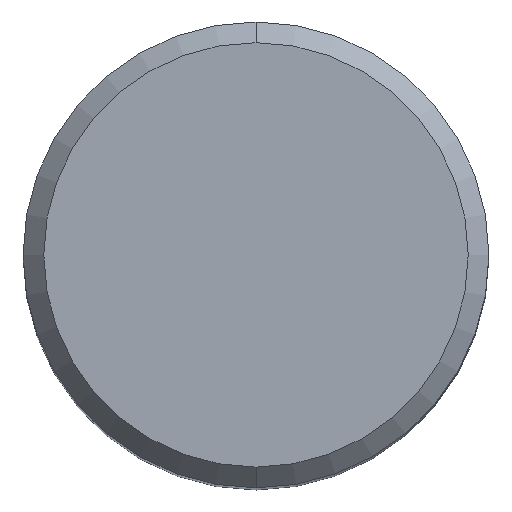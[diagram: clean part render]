
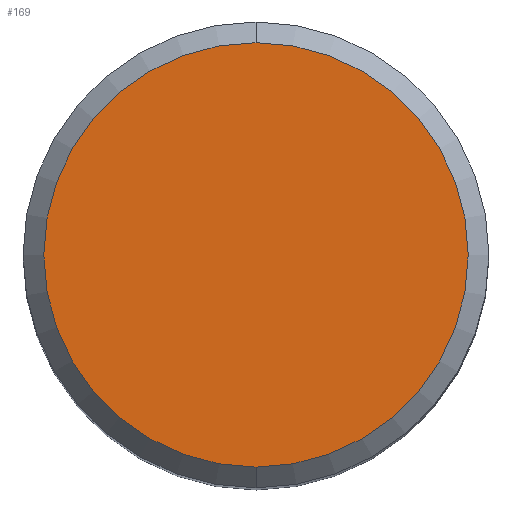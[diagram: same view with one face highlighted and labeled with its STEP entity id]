
A CAD part, top view. The second image highlights one B-rep face of the part: STEP entity #169.
In plain terms, the highlighted planar face has unit normal (0, 0, 1).
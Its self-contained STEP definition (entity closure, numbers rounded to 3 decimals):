
#109=VERTEX_POINT('',#246);
#131=EDGE_CURVE('',#109,#165,#270,.T.);
#155=EDGE_CURVE('',#165,#109,#298,.T.);
#165=VERTEX_POINT('',#308);
#169=ADVANCED_FACE('',(#312),#313,.T.);
#246=CARTESIAN_POINT('',(0.,-8.2,0.0));
#270=CIRCLE('',#428,8.2);
#298=CIRCLE('',#464,8.2);
#308=CARTESIAN_POINT('',(0.0,8.2,0.0));
#312=FACE_OUTER_BOUND('',#482,.T.);
#313=PLANE('',#483);
#428=AXIS2_PLACEMENT_3D('',#588,#589,#590);
#464=AXIS2_PLACEMENT_3D('',#633,#634,#635);
#482=EDGE_LOOP('',(#639,#640));
#483=AXIS2_PLACEMENT_3D('',#641,#642,#643);
#588=CARTESIAN_POINT('',(0.0,0.0,0.0));
#589=DIRECTION('',(0.0,0.0,-1.0));
#590=DIRECTION('',(0.0,1.0,0.0));
#633=CARTESIAN_POINT('',(0.0,0.0,0.0));
#634=DIRECTION('',(0.0,0.0,-1.0));
#635=DIRECTION('',(0.0,1.0,0.0));
#639=ORIENTED_EDGE('',*,*,#155,.F.);
#640=ORIENTED_EDGE('',*,*,#131,.F.);
#641=CARTESIAN_POINT('',(0.0,4.1,0.0));
#642=DIRECTION('',(-0.0,0.0,1.0));
#643=DIRECTION('',(0.0,-1.0,0.0));
